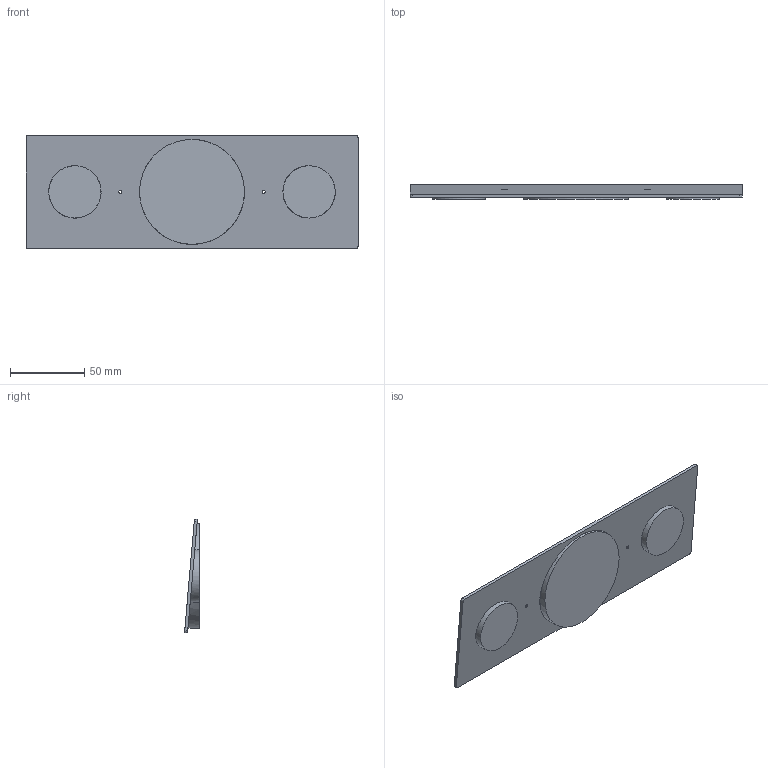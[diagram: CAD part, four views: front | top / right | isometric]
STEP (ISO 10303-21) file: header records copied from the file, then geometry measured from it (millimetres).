
FILE_DESCRIPTION(/* description */ (''),/* implementation_level */ '2;1');
FILE_NAME(/* name */ 'weight.step',/* time_stamp */ '2019-09-21T19:41:55+01:00',/* author */ (''),/* organization */ (''),/* preprocessor_version */ 'ST-DEVELOPER v18',/* originating_system */ 'Autodesk Translation Framework v8.6.0.1094',/* authorisation */ '');
FILE_SCHEMA (('AUTOMOTIVE_DESIGN { 1 0 10303 214 3 1 1 }'));
Length unit declared in the file: millimetre
Products named in the file (1): weight-nologo
Bounding box: 223.14 x 10.02 x 76.23 mm (x, y, z)
Volume: 61426 mm3; surface area: 37382.3 mm2
Topology: 1 solids, 1 shells, 24 faces, 65 edges, 46 vertices
Faces by surface type: plane 9, cylinder 9, bspline 4, cone 2
Full cylindrical faces by diameter (mm): 2.2 x2, 35.155 x2, 70.511 x1
Entity records: 1108 total; most frequent: CARTESIAN_POINT 423, DIRECTION 144, ORIENTED_EDGE 130, EDGE_CURVE 65, AXIS2_PLACEMENT_3D 59, VERTEX_POINT 46, EDGE_LOOP 31, LINE 26
